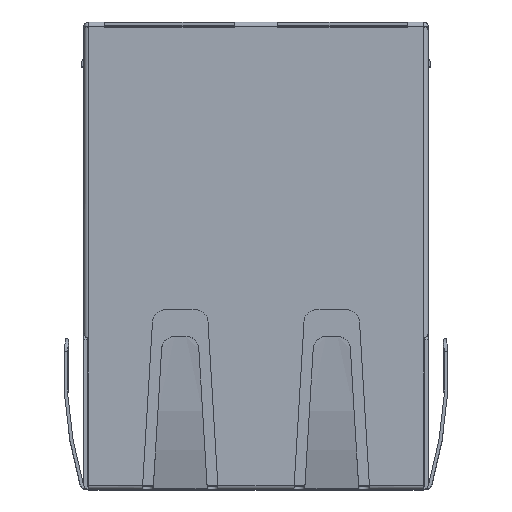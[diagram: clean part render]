
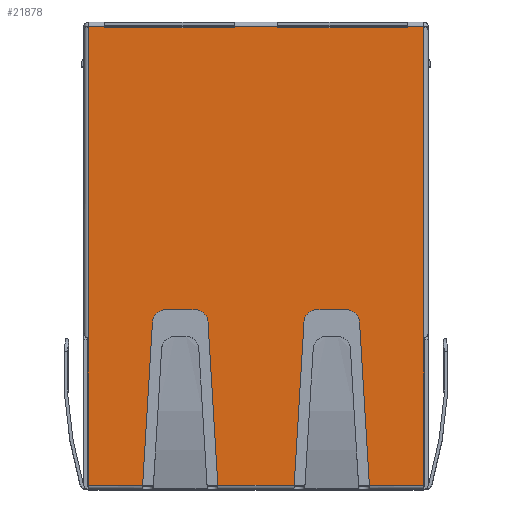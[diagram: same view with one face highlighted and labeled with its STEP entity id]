
A CAD part, top view. The second image highlights one B-rep face of the part: STEP entity #21878.
In plain terms, the highlighted planar face has unit normal (0, 0, 1).
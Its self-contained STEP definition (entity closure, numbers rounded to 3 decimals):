
#13787=CARTESIAN_POINT('',(-2.815,-3.195,13.84));
#13788=DIRECTION('',(0.,0.,-1.));
#13789=DIRECTION('',(0.,1.,0.));
#13790=AXIS2_PLACEMENT_3D('',#13787,#13788,#13789);
#13805=CARTESIAN_POINT('',(-4.185,-3.195,13.84));
#13806=DIRECTION('',(0.,0.,-1.));
#13807=DIRECTION('',(-0.998,0.06,0.));
#13808=AXIS2_PLACEMENT_3D('',#13805,#13806,#13807);
#13815=DIRECTION('',(0.,1.,0.));
#13816=VECTOR('',#13815,6.8);
#13817=CARTESIAN_POINT('',(-7.75,-10.695,13.84));
#13818=LINE('',#13817,#13816);
#13819=DIRECTION('',(0.,-1.,0.));
#13820=VECTOR('',#13819,14.39);
#13821=CARTESIAN_POINT('',(-7.75,10.495,13.84));
#13822=LINE('',#13821,#13820);
#13823=DIRECTION('',(1.,0.,0.));
#13824=VECTOR('',#13823,0.75);
#13825=CARTESIAN_POINT('',(-7.75,10.495,13.84));
#13826=LINE('',#13825,#13824);
#13827=DIRECTION('',(0.,-1.,0.));
#13828=VECTOR('',#13827,0.06);
#13829=CARTESIAN_POINT('',(-7.,10.495,13.84));
#13830=LINE('',#13829,#13828);
#13831=DIRECTION('',(-1.,0.,0.));
#13832=VECTOR('',#13831,6.);
#13833=CARTESIAN_POINT('',(-1.,10.435,13.84));
#13834=LINE('',#13833,#13832);
#13835=DIRECTION('',(0.,-1.,0.));
#13836=VECTOR('',#13835,0.06);
#13837=CARTESIAN_POINT('',(-1.,10.495,13.84));
#13838=LINE('',#13837,#13836);
#13839=DIRECTION('',(1.,0.,0.));
#13840=VECTOR('',#13839,2.);
#13841=CARTESIAN_POINT('',(-1.,10.495,13.84));
#13842=LINE('',#13841,#13840);
#13843=DIRECTION('',(0.,-1.,0.));
#13844=VECTOR('',#13843,0.06);
#13845=CARTESIAN_POINT('',(1.,10.495,13.84));
#13846=LINE('',#13845,#13844);
#13847=DIRECTION('',(1.,0.,0.));
#13848=VECTOR('',#13847,6.);
#13849=CARTESIAN_POINT('',(1.,10.435,13.84));
#13850=LINE('',#13849,#13848);
#13851=DIRECTION('',(0.,-1.,0.));
#13852=VECTOR('',#13851,0.06);
#13853=CARTESIAN_POINT('',(7.,10.495,13.84));
#13854=LINE('',#13853,#13852);
#13855=DIRECTION('',(1.,0.,0.));
#13856=VECTOR('',#13855,0.75);
#13857=CARTESIAN_POINT('',(7.,10.495,13.84));
#13858=LINE('',#13857,#13856);
#13859=DIRECTION('',(0.,1.,0.));
#13860=VECTOR('',#13859,6.8);
#13861=CARTESIAN_POINT('',(7.75,-10.695,13.84));
#13862=LINE('',#13861,#13860);
#13863=DIRECTION('',(-1.,0.,0.));
#13864=VECTOR('',#13863,2.512);
#13865=CARTESIAN_POINT('',(7.75,-10.695,13.84));
#13866=LINE('',#13865,#13864);
#13867=DIRECTION('',(-0.06,0.998,0.));
#13868=VECTOR('',#13867,7.55);
#13869=CARTESIAN_POINT('',(5.238,-10.695,13.84));
#13870=LINE('',#13869,#13868);
#13871=DIRECTION('',(-1.,0.,0.));
#13872=VECTOR('',#13871,1.37);
#13873=CARTESIAN_POINT('',(4.185,-2.595,13.84));
#13874=LINE('',#13873,#13872);
#13875=DIRECTION('',(0.06,0.998,0.));
#13876=VECTOR('',#13875,7.55);
#13877=CARTESIAN_POINT('',(1.762,-10.695,13.84));
#13878=LINE('',#13877,#13876);
#13879=DIRECTION('',(-1.,0.,0.));
#13880=VECTOR('',#13879,3.524);
#13881=CARTESIAN_POINT('',(1.762,-10.695,13.84));
#13882=LINE('',#13881,#13880);
#13883=DIRECTION('',(-0.06,0.998,0.));
#13884=VECTOR('',#13883,7.55);
#13885=CARTESIAN_POINT('',(-1.762,-10.695,13.84));
#13886=LINE('',#13885,#13884);
#13887=DIRECTION('',(-1.,0.,0.));
#13888=VECTOR('',#13887,1.37);
#13889=CARTESIAN_POINT('',(-2.815,-2.595,13.84));
#13890=LINE('',#13889,#13888);
#13891=DIRECTION('',(0.06,0.998,0.));
#13892=VECTOR('',#13891,7.55);
#13893=CARTESIAN_POINT('',(-5.238,-10.695,13.84));
#13894=LINE('',#13893,#13892);
#13895=DIRECTION('',(-1.,0.,0.));
#13896=VECTOR('',#13895,2.512);
#13897=CARTESIAN_POINT('',(-5.238,-10.695,13.84));
#13898=LINE('',#13897,#13896);
#17228=DIRECTION('',(0.,-1.,0.));
#17229=VECTOR('',#17228,14.39);
#17230=CARTESIAN_POINT('',(7.75,10.495,13.84));
#17231=LINE('',#17230,#17229);
#18514=CARTESIAN_POINT('',(4.185,-3.195,13.84));
#18515=DIRECTION('',(0.,0.,-1.));
#18516=DIRECTION('',(0.,1.,0.));
#18517=AXIS2_PLACEMENT_3D('',#18514,#18515,#18516);
#18532=CARTESIAN_POINT('',(2.815,-3.195,13.84));
#18533=DIRECTION('',(0.,0.,-1.));
#18534=DIRECTION('',(-0.998,0.06,0.));
#18535=AXIS2_PLACEMENT_3D('',#18532,#18533,#18534);
#18915=CARTESIAN_POINT('',(-7.75,10.495,13.84));
#18917=VERTEX_POINT('',#18915);
#18919=CARTESIAN_POINT('',(7.75,10.495,13.84));
#18921=VERTEX_POINT('',#18919);
#18938=CARTESIAN_POINT('',(1.,10.495,13.84));
#18939=CARTESIAN_POINT('',(1.,10.435,13.84));
#18940=VERTEX_POINT('',#18938);
#18941=VERTEX_POINT('',#18939);
#18942=CARTESIAN_POINT('',(7.,10.495,13.84));
#18943=CARTESIAN_POINT('',(7.,10.435,13.84));
#18944=VERTEX_POINT('',#18942);
#18945=VERTEX_POINT('',#18943);
#18950=CARTESIAN_POINT('',(-1.,10.435,13.84));
#18952=VERTEX_POINT('',#18950);
#18958=CARTESIAN_POINT('',(-7.,10.435,13.84));
#18960=VERTEX_POINT('',#18958);
#18974=CARTESIAN_POINT('',(-1.,10.495,13.84));
#18975=VERTEX_POINT('',#18974);
#18976=CARTESIAN_POINT('',(-7.,10.495,13.84));
#18977=VERTEX_POINT('',#18976);
#19621=CARTESIAN_POINT('',(1.762,-10.695,13.84));
#19622=CARTESIAN_POINT('',(-1.762,-10.695,13.84));
#19623=VERTEX_POINT('',#19621);
#19624=VERTEX_POINT('',#19622);
#19639=CARTESIAN_POINT('',(2.216,-3.159,13.84));
#19641=VERTEX_POINT('',#19639);
#19643=CARTESIAN_POINT('',(2.815,-2.595,13.84));
#19645=VERTEX_POINT('',#19643);
#19647=CARTESIAN_POINT('',(4.185,-2.595,13.84));
#19649=VERTEX_POINT('',#19647);
#19651=CARTESIAN_POINT('',(4.784,-3.159,13.84));
#19653=VERTEX_POINT('',#19651);
#19657=CARTESIAN_POINT('',(5.238,-10.695,13.84));
#19658=VERTEX_POINT('',#19657);
#19711=CARTESIAN_POINT('',(-4.784,-3.159,13.84));
#19713=VERTEX_POINT('',#19711);
#19715=CARTESIAN_POINT('',(-4.185,-2.595,13.84));
#19717=VERTEX_POINT('',#19715);
#19719=CARTESIAN_POINT('',(-2.815,-2.595,13.84));
#19721=VERTEX_POINT('',#19719);
#19723=CARTESIAN_POINT('',(-2.216,-3.159,13.84));
#19725=VERTEX_POINT('',#19723);
#19729=CARTESIAN_POINT('',(-5.238,-10.695,13.84));
#19730=VERTEX_POINT('',#19729);
#20030=CARTESIAN_POINT('',(7.75,-10.695,13.84));
#20031=CARTESIAN_POINT('',(7.75,-3.895,13.84));
#20032=VERTEX_POINT('',#20030);
#20033=VERTEX_POINT('',#20031);
#20041=CARTESIAN_POINT('',(-7.75,-3.895,13.84));
#20043=VERTEX_POINT('',#20041);
#20051=CARTESIAN_POINT('',(-7.75,-10.695,13.84));
#20052=VERTEX_POINT('',#20051);
#21829=CARTESIAN_POINT('',(-7.75,10.695,13.84));
#21830=DIRECTION('',(0.,0.,1.));
#21831=DIRECTION('',(1.,0.,0.));
#21832=AXIS2_PLACEMENT_3D('',#21829,#21830,#21831);
#21833=PLANE('',#21832);
#21834=ORIENTED_EDGE('',*,*,#21019,.T.);
#21835=ORIENTED_EDGE('',*,*,#21078,.F.);
#21837=ORIENTED_EDGE('',*,*,#21836,.T.);
#21839=ORIENTED_EDGE('',*,*,#21838,.T.);
#21841=ORIENTED_EDGE('',*,*,#21840,.F.);
#21843=ORIENTED_EDGE('',*,*,#21842,.F.);
#21845=ORIENTED_EDGE('',*,*,#21844,.T.);
#21847=ORIENTED_EDGE('',*,*,#21846,.T.);
#21849=ORIENTED_EDGE('',*,*,#21848,.T.);
#21851=ORIENTED_EDGE('',*,*,#21850,.F.);
#21853=ORIENTED_EDGE('',*,*,#21852,.T.);
#21855=ORIENTED_EDGE('',*,*,#21854,.T.);
#21857=ORIENTED_EDGE('',*,*,#21856,.F.);
#21858=ORIENTED_EDGE('',*,*,#21671,.T.);
#21860=ORIENTED_EDGE('',*,*,#21859,.T.);
#21862=ORIENTED_EDGE('',*,*,#21861,.F.);
#21864=ORIENTED_EDGE('',*,*,#21863,.T.);
#21866=ORIENTED_EDGE('',*,*,#21865,.F.);
#21868=ORIENTED_EDGE('',*,*,#21867,.F.);
#21869=ORIENTED_EDGE('',*,*,#21648,.T.);
#21870=ORIENTED_EDGE('',*,*,#21716,.T.);
#21871=ORIENTED_EDGE('',*,*,#21774,.F.);
#21872=ORIENTED_EDGE('',*,*,#21795,.T.);
#21873=ORIENTED_EDGE('',*,*,#21815,.F.);
#21874=ORIENTED_EDGE('',*,*,#21346,.F.);
#21875=ORIENTED_EDGE('',*,*,#21690,.T.);
#21876=EDGE_LOOP('',(#21834,#21835,#21837,#21839,#21841,#21843,#21845,#21847,
#21849,#21851,#21853,#21855,#21857,#21858,#21860,#21862,#21864,#21866,#21868,
#21869,#21870,#21871,#21872,#21873,#21874,#21875));
#21877=FACE_OUTER_BOUND('',#21876,.F.);
#13791=CIRCLE('',#13790,0.6);
#13809=CIRCLE('',#13808,0.6);
#18518=CIRCLE('',#18517,0.6);
#18536=CIRCLE('',#18535,0.6);
#21019=EDGE_CURVE('',#20052,#20043,#13818,.T.);
#21078=EDGE_CURVE('',#18917,#20043,#13822,.T.);
#21346=EDGE_CURVE('',#19730,#19713,#13894,.T.);
#21648=EDGE_CURVE('',#19623,#19624,#13882,.T.);
#21671=EDGE_CURVE('',#20032,#19658,#13866,.T.);
#21690=EDGE_CURVE('',#19730,#20052,#13898,.T.);
#21716=EDGE_CURVE('',#19624,#19725,#13886,.T.);
#21774=EDGE_CURVE('',#19721,#19725,#13791,.T.);
#21795=EDGE_CURVE('',#19721,#19717,#13890,.T.);
#21815=EDGE_CURVE('',#19713,#19717,#13809,.T.);
#21836=EDGE_CURVE('',#18917,#18977,#13826,.T.);
#21838=EDGE_CURVE('',#18977,#18960,#13830,.T.);
#21840=EDGE_CURVE('',#18952,#18960,#13834,.T.);
#21842=EDGE_CURVE('',#18975,#18952,#13838,.T.);
#21844=EDGE_CURVE('',#18975,#18940,#13842,.T.);
#21846=EDGE_CURVE('',#18940,#18941,#13846,.T.);
#21848=EDGE_CURVE('',#18941,#18945,#13850,.T.);
#21850=EDGE_CURVE('',#18944,#18945,#13854,.T.);
#21852=EDGE_CURVE('',#18944,#18921,#13858,.T.);
#21854=EDGE_CURVE('',#18921,#20033,#17231,.T.);
#21856=EDGE_CURVE('',#20032,#20033,#13862,.T.);
#21859=EDGE_CURVE('',#19658,#19653,#13870,.T.);
#21861=EDGE_CURVE('',#19649,#19653,#18518,.T.);
#21863=EDGE_CURVE('',#19649,#19645,#13874,.T.);
#21865=EDGE_CURVE('',#19641,#19645,#18536,.T.);
#21867=EDGE_CURVE('',#19623,#19641,#13878,.T.);
#21878=ADVANCED_FACE('',(#21877),#21833,.T.);
